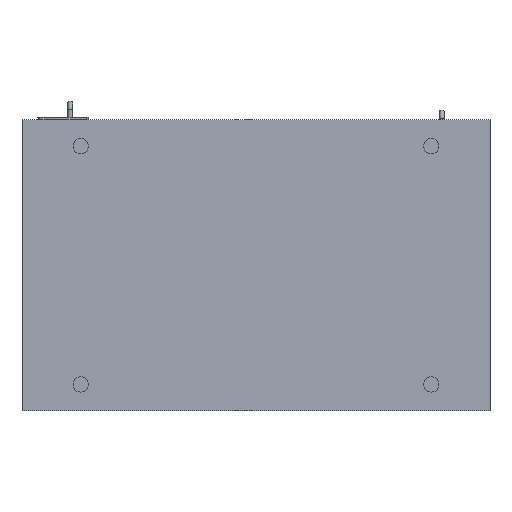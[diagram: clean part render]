
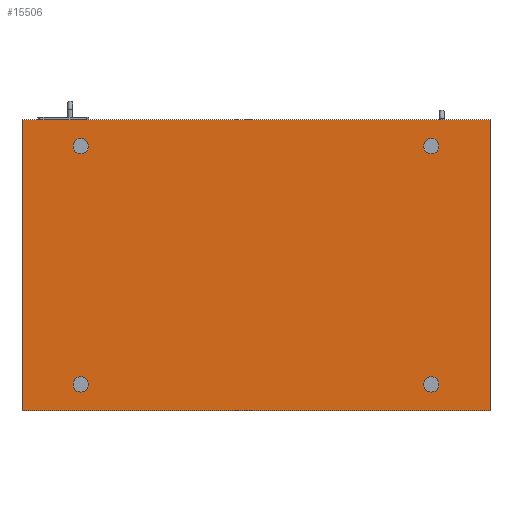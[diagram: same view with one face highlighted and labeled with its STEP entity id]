
A CAD part, front view. The second image highlights one B-rep face of the part: STEP entity #15506.
In plain terms, the highlighted planar face has unit normal (0, -1, 0).
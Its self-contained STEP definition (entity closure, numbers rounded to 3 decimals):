
#262=PLANE('',#16560);
#1185=FACE_OUTER_BOUND('',#2125,.T.);
#2125=EDGE_LOOP('',(#11072,#11073,#11074,#11075));
#3108=LINE('',#22326,#5024);
#3112=LINE('',#22334,#5028);
#3115=LINE('',#22340,#5031);
#3118=LINE('',#22345,#5034);
#5024=VECTOR('',#17883,10.);
#5028=VECTOR('',#17889,10.);
#5031=VECTOR('',#17894,10.);
#5034=VECTOR('',#17899,10.);
#7264=VERTEX_POINT('',#22324);
#7265=VERTEX_POINT('',#22325);
#7268=VERTEX_POINT('',#22333);
#7270=VERTEX_POINT('',#22339);
#8764=EDGE_CURVE('',#7264,#7265,#3108,.T.);
#8768=EDGE_CURVE('',#7268,#7264,#3112,.T.);
#8771=EDGE_CURVE('',#7270,#7268,#3115,.T.);
#8774=EDGE_CURVE('',#7265,#7270,#3118,.T.);
#11072=ORIENTED_EDGE('',*,*,#8774,.F.);
#11073=ORIENTED_EDGE('',*,*,#8764,.F.);
#11074=ORIENTED_EDGE('',*,*,#8768,.F.);
#11075=ORIENTED_EDGE('',*,*,#8771,.F.);
#15506=ADVANCED_FACE('',(#1185),#262,.F.);
#16560=AXIS2_PLACEMENT_3D('',#22348,#17903,#17904);
#17883=DIRECTION('',(0.,0.,1.));
#17889=DIRECTION('',(-1.,0.,0.));
#17894=DIRECTION('',(0.,0.,-1.));
#17899=DIRECTION('',(1.,0.,0.));
#17903=DIRECTION('center_axis',(0.,1.,0.));
#17904=DIRECTION('ref_axis',(0.,0.,1.));
#22324=CARTESIAN_POINT('',(-375.,0.,-233.5));
#22325=CARTESIAN_POINT('',(-375.,0.,233.5));
#22326=CARTESIAN_POINT('',(-375.,0.,-233.5));
#22333=CARTESIAN_POINT('',(375.,0.,-233.5));
#22334=CARTESIAN_POINT('',(375.,0.,-233.5));
#22339=CARTESIAN_POINT('',(375.,0.,233.5));
#22340=CARTESIAN_POINT('',(375.,0.,233.5));
#22345=CARTESIAN_POINT('',(-375.,0.,233.5));
#22348=CARTESIAN_POINT('Origin',(0.,0.,0.));
